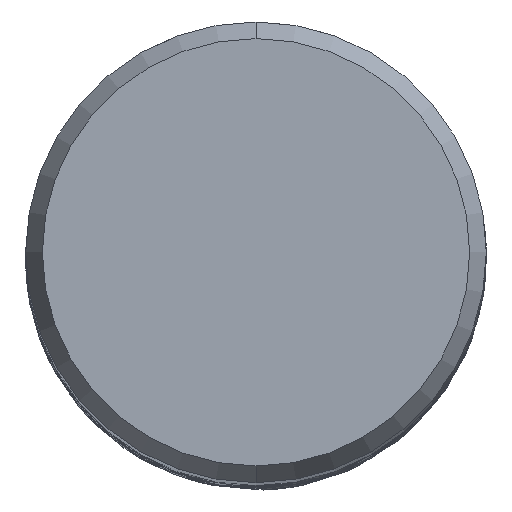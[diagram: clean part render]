
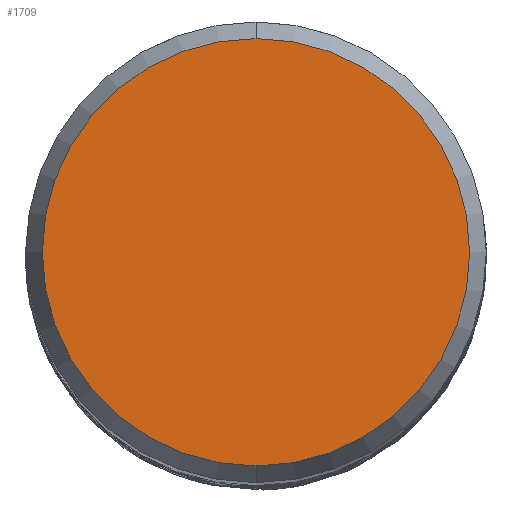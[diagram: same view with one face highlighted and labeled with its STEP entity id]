
A CAD part, top view. The second image highlights one B-rep face of the part: STEP entity #1709.
In plain terms, the highlighted planar face has unit normal (0, 0, 1).
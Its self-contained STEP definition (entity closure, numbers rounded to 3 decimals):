
#1001=EDGE_CURVE('',#1299,#1053,#2304,.T.);
#1053=VERTEX_POINT('',#2360);
#1299=VERTEX_POINT('',#2628);
#1405=EDGE_CURVE('',#1053,#1299,#2745,.T.);
#1709=ADVANCED_FACE('',(#3069),#3070,.T.);
#2304=CIRCLE('',#10077,7.423);
#2360=CARTESIAN_POINT('',(0.,-7.423,0.0));
#2628=CARTESIAN_POINT('',(0.0,7.423,0.0));
#2745=CIRCLE('',#20697,7.423);
#3069=FACE_OUTER_BOUND('',#24605,.T.);
#3070=PLANE('',#24606);
#10077=AXIS2_PLACEMENT_3D('',#27887,#27888,#27889);
#20697=AXIS2_PLACEMENT_3D('',#28294,#28295,#28296);
#24605=EDGE_LOOP('',(#28568,#28569));
#24606=AXIS2_PLACEMENT_3D('',#28570,#28571,#28572);
#27887=CARTESIAN_POINT('',(0.0,0.0,0.0));
#27888=DIRECTION('',(0.0,0.0,-1.0));
#27889=DIRECTION('',(0.0,1.0,0.0));
#28294=CARTESIAN_POINT('',(0.0,0.0,0.0));
#28295=DIRECTION('',(0.0,0.0,-1.0));
#28296=DIRECTION('',(0.0,1.0,0.0));
#28568=ORIENTED_EDGE('',*,*,#1001,.F.);
#28569=ORIENTED_EDGE('',*,*,#1405,.F.);
#28570=CARTESIAN_POINT('',(0.0,3.711,0.0));
#28571=DIRECTION('',(-0.0,0.0,1.0));
#28572=DIRECTION('',(0.0,-1.0,0.0));
